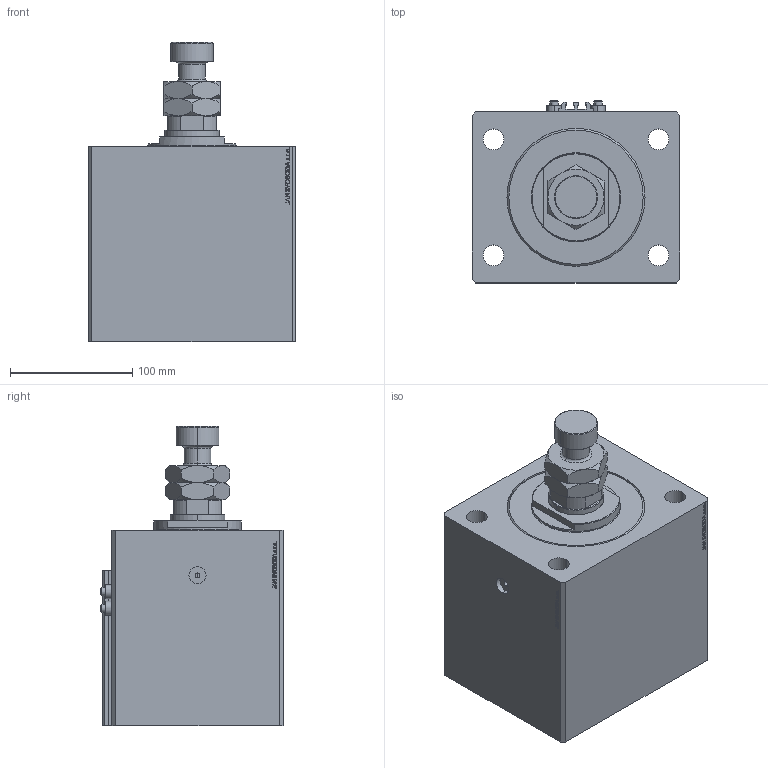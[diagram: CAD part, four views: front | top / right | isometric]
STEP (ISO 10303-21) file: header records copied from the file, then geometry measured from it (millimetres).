
FILE_DESCRIPTION (( 'STEP AP203' ), '1' );
FILE_NAME ('76fa.STEP', '2022-04-09T13:05:28', ( '' ), ( '' ), 'SwSTEP 2.0', 'SolidWorks 2019', '' );
FILE_SCHEMA (( 'CONFIG_CONTROL_DESIGN' ));
Length unit declared in the file: millimetre
Products named in the file (6): 76fa; V250CE_C_VCP ad7a7f77b2206739abcc34692b4de4d1; V250CE_VC_C ad7a7f77b2206739abcc34692b4de4d1; MFA ad7a7f77b2206739abcc34692b4de4d1; V250CE_C_Body ad7a7f77b2206739abcc34692b4de4d1; ALLEN BOLT V250CE ad7a7f77b2206739abcc34692b4de4d1
Assembly tree (8 placements, depth 2):
  76fa
    V250CE_C_Body ad7a7f77b2206739abcc34692b4de4d1
    ALLEN BOLT V250CE ad7a7f77b2206739abcc34692b4de4d1  x4
    V250CE_C_VCP ad7a7f77b2206739abcc34692b4de4d1
    V250CE_VC_C ad7a7f77b2206739abcc34692b4de4d1
    MFA ad7a7f77b2206739abcc34692b4de4d1
Bounding box: 170 x 149 x 244.9 mm (x, y, z)
Volume: 3441803.2 mm3; surface area: 338608 mm2
Topology: 9 solids, 9 shells, 1090 faces, 2719 edges, 1767 vertices
Faces by surface type: plane 520, bspline 374, cylinder 92, cone 86, torus 18
Entity records: 49136 total; most frequent: CARTESIAN_POINT 26538, ORIENTED_EDGE 5128, DIRECTION 3262, EDGE_CURVE 2564, VERTEX_POINT 1683, VECTOR 1512, LINE 1512, EDGE_LOOP 1141
